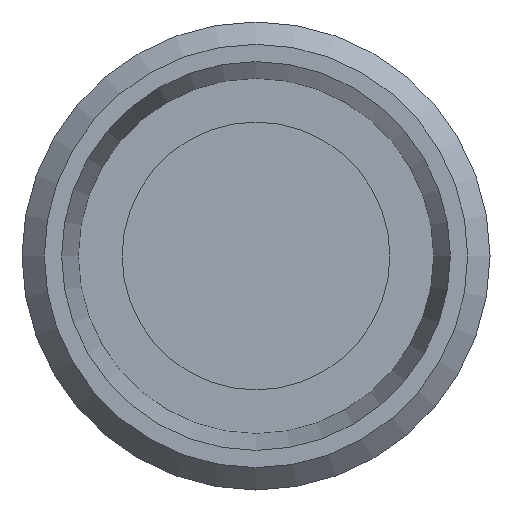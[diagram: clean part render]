
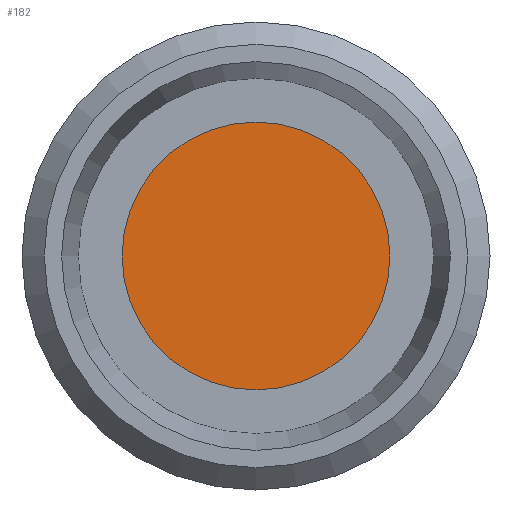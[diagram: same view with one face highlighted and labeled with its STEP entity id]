
A CAD part, front view. The second image highlights one B-rep face of the part: STEP entity #182.
In plain terms, the highlighted planar face has unit normal (0, -1, 0).
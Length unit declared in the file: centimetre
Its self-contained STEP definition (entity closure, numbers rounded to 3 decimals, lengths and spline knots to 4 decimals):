
#47=FACE_OUTER_BOUND('',#72,.T.);
#72=EDGE_LOOP('',(#142));
#90=CIRCLE('',#210,1.5);
#104=VERTEX_POINT('',#311);
#118=EDGE_CURVE('',#104,#104,#90,.T.);
#142=ORIENTED_EDGE('',*,*,#118,.T.);
#153=PLANE('',#211);
#182=ADVANCED_FACE('',(#47),#153,.T.);
#210=AXIS2_PLACEMENT_3D('',#312,#263,#264);
#211=AXIS2_PLACEMENT_3D('',#313,#265,#266);
#263=DIRECTION('center_axis',(0.,-1.,0.));
#264=DIRECTION('ref_axis',(1.,0.,0.));
#265=DIRECTION('center_axis',(0.,-1.,0.));
#266=DIRECTION('ref_axis',(0.,0.,-1.));
#311=CARTESIAN_POINT('',(1.5,0.7,0.));
#312=CARTESIAN_POINT('Origin',(0.,0.7,0.));
#313=CARTESIAN_POINT('Origin',(1.36,0.7,0.));
